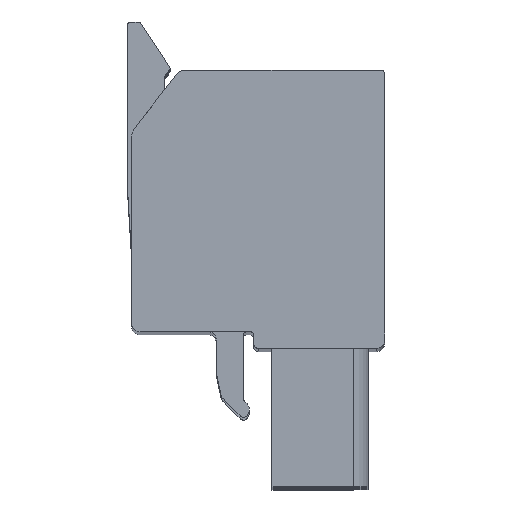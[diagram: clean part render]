
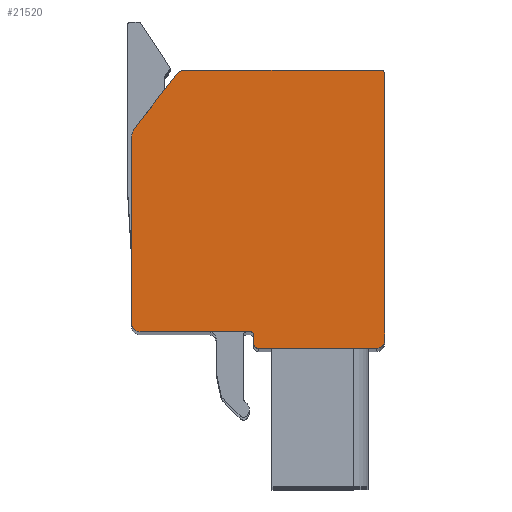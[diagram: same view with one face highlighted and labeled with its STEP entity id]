
A CAD part, top view. The second image highlights one B-rep face of the part: STEP entity #21520.
In plain terms, the highlighted planar face has unit normal (0, 0, 1).
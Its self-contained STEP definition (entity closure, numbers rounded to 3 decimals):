
#635=DIRECTION('',(1.,0.,0.));
#636=VECTOR('',#635,7.05);
#637=CARTESIAN_POINT('',(9.402,11.784,2.94));
#638=LINE('',#637,#636);
#2737=CARTESIAN_POINT('',(9.402,12.084,2.94));
#2738=DIRECTION('',(0.,0.,1.));
#2739=DIRECTION('',(-1.,0.,0.));
#2740=AXIS2_PLACEMENT_3D('',#2737,#2738,#2739);
#2742=DIRECTION('',(0.,-1.,0.));
#2743=VECTOR('',#2742,0.5);
#2744=CARTESIAN_POINT('',(9.102,12.584,2.94));
#2745=LINE('',#2744,#2743);
#2746=CARTESIAN_POINT('',(8.902,12.584,2.94));
#2747=DIRECTION('',(0.,0.,-1.));
#2748=DIRECTION('',(0.,1.,0.));
#2749=AXIS2_PLACEMENT_3D('',#2746,#2747,#2748);
#2751=DIRECTION('',(1.,0.,0.));
#2752=VECTOR('',#2751,6.61);
#2753=CARTESIAN_POINT('',(2.292,12.784,2.94));
#2754=LINE('',#2753,#2752);
#2755=CARTESIAN_POINT('',(2.292,13.284,2.94));
#2756=DIRECTION('',(0.,0.,1.));
#2757=DIRECTION('',(-1.,0.,0.));
#2758=AXIS2_PLACEMENT_3D('',#2755,#2756,#2757);
#2760=DIRECTION('',(0.,-1.,0.));
#2761=VECTOR('',#2760,11.132);
#2762=CARTESIAN_POINT('',(1.792,24.416,2.94));
#2763=LINE('',#2762,#2761);
#2764=CARTESIAN_POINT('',(2.792,24.416,2.94));
#2765=DIRECTION('',(0.,0.,1.));
#2766=DIRECTION('',(-0.789,0.614,0.));
#2767=AXIS2_PLACEMENT_3D('',#2764,#2765,#2766);
#2769=DIRECTION('',(-0.614,-0.789,0.));
#2770=VECTOR('',#2769,4.1);
#2771=CARTESIAN_POINT('',(4.52,28.266,2.94));
#2772=LINE('',#2771,#2770);
#2773=CARTESIAN_POINT('',(4.915,27.959,2.94));
#2774=DIRECTION('',(0.,0.,1.));
#2775=DIRECTION('',(0.,1.,0.));
#2776=AXIS2_PLACEMENT_3D('',#2773,#2774,#2775);
#2778=DIRECTION('',(-1.,0.,0.));
#2779=VECTOR('',#2778,11.838);
#2780=CARTESIAN_POINT('',(16.752,28.459,2.94));
#2781=LINE('',#2780,#2779);
#2782=CARTESIAN_POINT('',(16.752,28.259,2.94));
#2783=DIRECTION('',(0.,0.,1.));
#2784=DIRECTION('',(1.,0.,0.));
#2785=AXIS2_PLACEMENT_3D('',#2782,#2783,#2784);
#2787=DIRECTION('',(0.,1.,0.));
#2788=VECTOR('',#2787,15.975);
#2789=CARTESIAN_POINT('',(16.952,12.284,2.94));
#2790=LINE('',#2789,#2788);
#2791=CARTESIAN_POINT('',(16.452,12.284,2.94));
#2792=DIRECTION('',(0.,0.,1.));
#2793=DIRECTION('',(0.,-1.,0.));
#2794=AXIS2_PLACEMENT_3D('',#2791,#2792,#2793);
#13743=CARTESIAN_POINT('',(2.003,25.03,2.94));
#13744=CARTESIAN_POINT('',(1.792,24.416,2.94));
#13745=VERTEX_POINT('',#13743);
#13746=VERTEX_POINT('',#13744);
#13747=CARTESIAN_POINT('',(1.792,13.284,2.94));
#13748=VERTEX_POINT('',#13747);
#13749=CARTESIAN_POINT('',(2.292,12.784,2.94));
#13750=VERTEX_POINT('',#13749);
#13751=CARTESIAN_POINT('',(8.902,12.784,2.94));
#13752=VERTEX_POINT('',#13751);
#13753=CARTESIAN_POINT('',(9.102,12.584,2.94));
#13754=VERTEX_POINT('',#13753);
#13755=CARTESIAN_POINT('',(9.102,12.084,2.94));
#13756=VERTEX_POINT('',#13755);
#13757=CARTESIAN_POINT('',(9.402,11.784,2.94));
#13758=VERTEX_POINT('',#13757);
#13759=CARTESIAN_POINT('',(16.452,11.784,2.94));
#13760=CARTESIAN_POINT('',(16.952,12.284,2.94));
#13761=VERTEX_POINT('',#13759);
#13762=VERTEX_POINT('',#13760);
#13763=CARTESIAN_POINT('',(16.952,28.259,2.94));
#13764=VERTEX_POINT('',#13763);
#13765=CARTESIAN_POINT('',(16.752,28.459,2.94));
#13766=VERTEX_POINT('',#13765);
#13767=CARTESIAN_POINT('',(4.915,28.459,2.94));
#13768=VERTEX_POINT('',#13767);
#13769=CARTESIAN_POINT('',(4.52,28.266,2.94));
#13770=VERTEX_POINT('',#13769);
#21486=CARTESIAN_POINT('',(0.,0.,2.94));
#21487=DIRECTION('',(0.,0.,1.));
#21488=DIRECTION('',(1.,0.,0.));
#21489=AXIS2_PLACEMENT_3D('',#21486,#21487,#21488);
#21490=PLANE('',#21489);
#21491=ORIENTED_EDGE('',*,*,#17589,.F.);
#21493=ORIENTED_EDGE('',*,*,#21492,.F.);
#21495=ORIENTED_EDGE('',*,*,#21494,.F.);
#21497=ORIENTED_EDGE('',*,*,#21496,.F.);
#21499=ORIENTED_EDGE('',*,*,#21498,.F.);
#21501=ORIENTED_EDGE('',*,*,#21500,.F.);
#21503=ORIENTED_EDGE('',*,*,#21502,.F.);
#21505=ORIENTED_EDGE('',*,*,#21504,.F.);
#21507=ORIENTED_EDGE('',*,*,#21506,.F.);
#21509=ORIENTED_EDGE('',*,*,#21508,.F.);
#21511=ORIENTED_EDGE('',*,*,#21510,.F.);
#21513=ORIENTED_EDGE('',*,*,#21512,.F.);
#21515=ORIENTED_EDGE('',*,*,#21514,.F.);
#21517=ORIENTED_EDGE('',*,*,#21516,.F.);
#21518=EDGE_LOOP('',(#21491,#21493,#21495,#21497,#21499,#21501,#21503,#21505,
#21507,#21509,#21511,#21513,#21515,#21517));
#21519=FACE_OUTER_BOUND('',#21518,.F.);
#21520=ADVANCED_FACE('',(#21519),#21490,.T.);
#2741=CIRCLE('',#2740,0.3);
#2750=CIRCLE('',#2749,0.2);
#2759=CIRCLE('',#2758,0.5);
#2768=CIRCLE('',#2767,1.);
#2777=CIRCLE('',#2776,0.5);
#2786=CIRCLE('',#2785,0.2);
#2795=CIRCLE('',#2794,0.5);
#17589=EDGE_CURVE('',#13758,#13761,#638,.T.);
#21492=EDGE_CURVE('',#13756,#13758,#2741,.T.);
#21494=EDGE_CURVE('',#13754,#13756,#2745,.T.);
#21496=EDGE_CURVE('',#13752,#13754,#2750,.T.);
#21498=EDGE_CURVE('',#13750,#13752,#2754,.T.);
#21500=EDGE_CURVE('',#13748,#13750,#2759,.T.);
#21502=EDGE_CURVE('',#13746,#13748,#2763,.T.);
#21504=EDGE_CURVE('',#13745,#13746,#2768,.T.);
#21506=EDGE_CURVE('',#13770,#13745,#2772,.T.);
#21508=EDGE_CURVE('',#13768,#13770,#2777,.T.);
#21510=EDGE_CURVE('',#13766,#13768,#2781,.T.);
#21512=EDGE_CURVE('',#13764,#13766,#2786,.T.);
#21514=EDGE_CURVE('',#13762,#13764,#2790,.T.);
#21516=EDGE_CURVE('',#13761,#13762,#2795,.T.);
